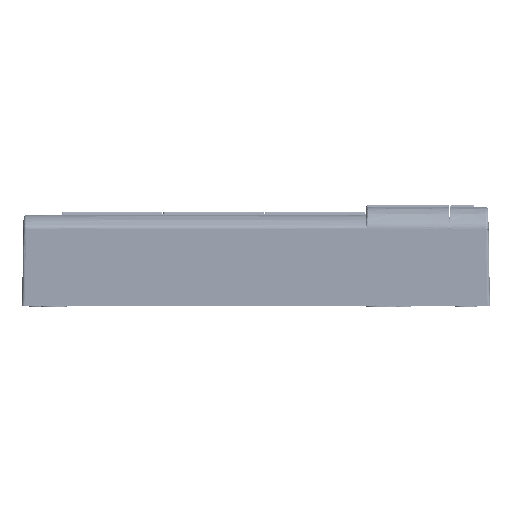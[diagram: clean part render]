
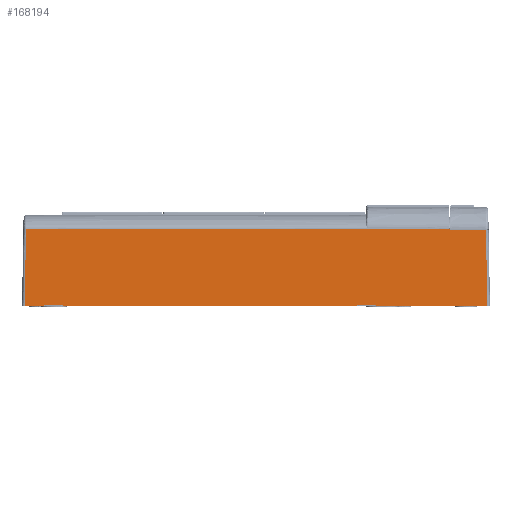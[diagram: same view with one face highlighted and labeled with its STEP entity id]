
A CAD part, top view. The second image highlights one B-rep face of the part: STEP entity #168194.
In plain terms, the highlighted face is planar.
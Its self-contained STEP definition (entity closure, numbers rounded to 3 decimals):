
#168094=AXIS2_PLACEMENT_3D('Plane Axis2P3D',#168091,#168092,#168093) ;
#166160=CARTESIAN_POINT('Vertex',(-36.908,-33.902,128.208)) ;
#167086=CARTESIAN_POINT('Vertex',(-37.5,0.,120.3)) ;
#167089=CARTESIAN_POINT('Line Origine',(-37.5,0.,124.55)) ;
#167093=CARTESIAN_POINT('Vertex',(-37.5,0.,128.8)) ;
#167170=CARTESIAN_POINT('Control Point',(-37.5,0.,128.8)) ;
#167171=CARTESIAN_POINT('Control Point',(-37.303,-11.301,128.603)) ;
#167172=CARTESIAN_POINT('Control Point',(-37.105,-22.601,128.406)) ;
#167173=CARTESIAN_POINT('Control Point',(-36.908,-33.902,128.208)) ;
#167200=CARTESIAN_POINT('Control Point',(-36.908,-33.902,128.208)) ;
#167201=CARTESIAN_POINT('Control Point',(-36.908,-33.902,77.592)) ;
#167202=CARTESIAN_POINT('Control Point',(-36.908,-33.902,26.976)) ;
#167203=CARTESIAN_POINT('Control Point',(-36.908,-33.902,-23.64)) ;
#167204=CARTESIAN_POINT('Vertex',(-36.908,-33.902,-23.64)) ;
#168074=CARTESIAN_POINT('Vertex',(-37.491,-0.5,120.166)) ;
#168077=CARTESIAN_POINT('Line Origine',(-37.496,-0.25,120.233)) ;
#168091=CARTESIAN_POINT('Axis2P3D Location',(-36.896,-34.58,-80.606)) ;
#168096=CARTESIAN_POINT('Line Origine',(-37.491,-0.5,116.)) ;
#168100=CARTESIAN_POINT('Vertex',(-37.491,-0.5,111.834)) ;
#168103=CARTESIAN_POINT('Line Origine',(-37.496,-0.25,111.767)) ;
#168107=CARTESIAN_POINT('Vertex',(-37.5,0.,111.7)) ;
#168110=CARTESIAN_POINT('Line Origine',(-37.5,0.,46.5)) ;
#168114=CARTESIAN_POINT('Vertex',(-37.5,0.,-18.7)) ;
#168117=CARTESIAN_POINT('Line Origine',(-37.496,-0.25,-18.767)) ;
#168121=CARTESIAN_POINT('Vertex',(-37.491,-0.5,-18.834)) ;
#168124=CARTESIAN_POINT('Line Origine',(-37.491,-0.5,-23.)) ;
#168128=CARTESIAN_POINT('Vertex',(-37.491,-0.5,-27.166)) ;
#168131=CARTESIAN_POINT('Line Origine',(-37.496,-0.25,-27.233)) ;
#168135=CARTESIAN_POINT('Vertex',(-37.5,0.,-27.3)) ;
#168138=CARTESIAN_POINT('Line Origine',(-37.5,0.,-51.9)) ;
#168142=CARTESIAN_POINT('Vertex',(-37.5,0.,-76.5)) ;
#168145=CARTESIAN_POINT('Line Origine',(-37.208,-16.75,-76.208)) ;
#168149=CARTESIAN_POINT('Vertex',(-36.915,-33.5,-75.915)) ;
#168152=CARTESIAN_POINT('Line Origine',(-36.915,-33.5,-68.308)) ;
#168156=CARTESIAN_POINT('Vertex',(-36.915,-33.5,-60.7)) ;
#168160=CARTESIAN_POINT('Control Point',(-36.915,-33.5,-60.7)) ;
#168161=CARTESIAN_POINT('Control Point',(-36.915,-33.5,-60.584)) ;
#168162=CARTESIAN_POINT('Control Point',(-36.915,-33.513,-60.472)) ;
#168163=CARTESIAN_POINT('Control Point',(-36.915,-33.542,-60.364)) ;
#168164=CARTESIAN_POINT('Control Point',(-36.913,-33.616,-60.196)) ;
#168165=CARTESIAN_POINT('Control Point',(-36.911,-33.73,-60.05)) ;
#168166=CARTESIAN_POINT('Control Point',(-36.91,-33.782,-59.995)) ;
#168167=CARTESIAN_POINT('Control Point',(-36.909,-33.84,-59.945)) ;
#168168=CARTESIAN_POINT('Control Point',(-36.908,-33.902,-59.898)) ;
#168169=CARTESIAN_POINT('Vertex',(-36.908,-33.902,-59.898)) ;
#168172=CARTESIAN_POINT('Line Origine',(-36.908,-33.902,-41.769)) ;
#167090=DIRECTION('Vector Direction',(0.,0.,-1.)) ;
#168078=DIRECTION('Vector Direction',(0.017,-0.966,-0.259)) ;
#168092=DIRECTION('Axis2P3D Direction',(-1.,-0.017,0.)) ;
#168093=DIRECTION('Axis2P3D XDirection',(0.,0.,1.)) ;
#168097=DIRECTION('Vector Direction',(0.,0.,1.)) ;
#168104=DIRECTION('Vector Direction',(0.017,-0.966,0.259)) ;
#168111=DIRECTION('Vector Direction',(0.,0.,-1.)) ;
#168118=DIRECTION('Vector Direction',(0.017,-0.966,-0.259)) ;
#168125=DIRECTION('Vector Direction',(0.,0.,1.)) ;
#168132=DIRECTION('Vector Direction',(0.017,-0.966,0.259)) ;
#168139=DIRECTION('Vector Direction',(0.,0.,-1.)) ;
#168146=DIRECTION('Vector Direction',(-0.017,1.,-0.017)) ;
#168153=DIRECTION('Vector Direction',(0.,0.,1.)) ;
#168173=DIRECTION('Vector Direction',(0.,0.,1.)) ;
#167091=VECTOR('Line Direction',#167090,1.) ;
#168079=VECTOR('Line Direction',#168078,1.) ;
#168098=VECTOR('Line Direction',#168097,1.) ;
#168105=VECTOR('Line Direction',#168104,1.) ;
#168112=VECTOR('Line Direction',#168111,1.) ;
#168119=VECTOR('Line Direction',#168118,1.) ;
#168126=VECTOR('Line Direction',#168125,1.) ;
#168133=VECTOR('Line Direction',#168132,1.) ;
#168140=VECTOR('Line Direction',#168139,1.) ;
#168147=VECTOR('Line Direction',#168146,1.) ;
#168154=VECTOR('Line Direction',#168153,1.) ;
#168174=VECTOR('Line Direction',#168173,1.) ;
#168178=ORIENTED_EDGE('',*,*,#167174,.F.) ;
#168179=ORIENTED_EDGE('',*,*,#167095,.T.) ;
#168180=ORIENTED_EDGE('',*,*,#168081,.T.) ;
#168181=ORIENTED_EDGE('',*,*,#168102,.F.) ;
#168182=ORIENTED_EDGE('',*,*,#168109,.F.) ;
#168183=ORIENTED_EDGE('',*,*,#168116,.T.) ;
#168184=ORIENTED_EDGE('',*,*,#168123,.T.) ;
#168185=ORIENTED_EDGE('',*,*,#168130,.F.) ;
#168186=ORIENTED_EDGE('',*,*,#168137,.F.) ;
#168187=ORIENTED_EDGE('',*,*,#168144,.T.) ;
#168188=ORIENTED_EDGE('',*,*,#168151,.F.) ;
#168189=ORIENTED_EDGE('',*,*,#168158,.T.) ;
#168190=ORIENTED_EDGE('',*,*,#168171,.T.) ;
#168191=ORIENTED_EDGE('',*,*,#168176,.T.) ;
#168192=ORIENTED_EDGE('',*,*,#167206,.T.) ;
#168194=ADVANCED_FACE('MANIFOLD_SOLID_BREP #18868',(#168193),#168095,.T.) ;
#168159=B_SPLINE_CURVE_WITH_KNOTS('',5,(#168160,#168161,#168162,#168163,#168164,#168165,#168166,#168167,#168168),.UNSPECIFIED.,.F.,.U.,(6,3,6),(0.,0.805,1.345),.UNSPECIFIED.) ;
#167095=EDGE_CURVE('',#167094,#167087,#167092,.T.) ;
#167174=EDGE_CURVE('',#167094,#166161,#167169,.T.) ;
#167206=EDGE_CURVE('',#167205,#166161,#167199,.F.) ;
#168081=EDGE_CURVE('',#167087,#168075,#168080,.T.) ;
#168102=EDGE_CURVE('',#168101,#168075,#168099,.T.) ;
#168109=EDGE_CURVE('',#168108,#168101,#168106,.T.) ;
#168116=EDGE_CURVE('',#168108,#168115,#168113,.T.) ;
#168123=EDGE_CURVE('',#168115,#168122,#168120,.T.) ;
#168130=EDGE_CURVE('',#168129,#168122,#168127,.T.) ;
#168137=EDGE_CURVE('',#168136,#168129,#168134,.T.) ;
#168144=EDGE_CURVE('',#168136,#168143,#168141,.T.) ;
#168151=EDGE_CURVE('',#168150,#168143,#168148,.T.) ;
#168158=EDGE_CURVE('',#168150,#168157,#168155,.T.) ;
#168171=EDGE_CURVE('',#168157,#168170,#168159,.T.) ;
#168176=EDGE_CURVE('',#168170,#167205,#168175,.T.) ;
#168177=EDGE_LOOP('',(#168178,#168179,#168180,#168181,#168182,#168183,#168184,#168185,#168186,#168187,#168188,#168189,#168190,#168191,#168192)) ;
#168193=FACE_OUTER_BOUND('',#168177,.T.) ;
#167092=LINE('Line',#167089,#167091) ;
#168080=LINE('Line',#168077,#168079) ;
#168099=LINE('Line',#168096,#168098) ;
#168106=LINE('Line',#168103,#168105) ;
#168113=LINE('Line',#168110,#168112) ;
#168120=LINE('Line',#168117,#168119) ;
#168127=LINE('Line',#168124,#168126) ;
#168134=LINE('Line',#168131,#168133) ;
#168141=LINE('Line',#168138,#168140) ;
#168148=LINE('Line',#168145,#168147) ;
#168155=LINE('Line',#168152,#168154) ;
#168175=LINE('Line',#168172,#168174) ;
#168095=PLANE('',#168094) ;
#166161=VERTEX_POINT('',#166160) ;
#167087=VERTEX_POINT('',#167086) ;
#167094=VERTEX_POINT('',#167093) ;
#167205=VERTEX_POINT('',#167204) ;
#168075=VERTEX_POINT('',#168074) ;
#168101=VERTEX_POINT('',#168100) ;
#168108=VERTEX_POINT('',#168107) ;
#168115=VERTEX_POINT('',#168114) ;
#168122=VERTEX_POINT('',#168121) ;
#168129=VERTEX_POINT('',#168128) ;
#168136=VERTEX_POINT('',#168135) ;
#168143=VERTEX_POINT('',#168142) ;
#168150=VERTEX_POINT('',#168149) ;
#168157=VERTEX_POINT('',#168156) ;
#168170=VERTEX_POINT('',#168169) ;
#167169=(BOUNDED_CURVE()B_SPLINE_CURVE(3,(#167170,#167171,#167172,#167173),.UNSPECIFIED.,.F.,.U.)B_SPLINE_CURVE_WITH_KNOTS((4,4),(0.035,33.948),.UNSPECIFIED.)CURVE()GEOMETRIC_REPRESENTATION_ITEM()RATIONAL_B_SPLINE_CURVE((1.171,1.171,1.171,1.171))REPRESENTATION_ITEM('')) ;
#167199=(BOUNDED_CURVE()B_SPLINE_CURVE(3,(#167200,#167201,#167202,#167203),.UNSPECIFIED.,.F.,.U.)B_SPLINE_CURVE_WITH_KNOTS((4,4),(77.561,229.409),.UNSPECIFIED.)CURVE()GEOMETRIC_REPRESENTATION_ITEM()RATIONAL_B_SPLINE_CURVE((1.043,1.043,1.043,1.043))REPRESENTATION_ITEM('')) ;
